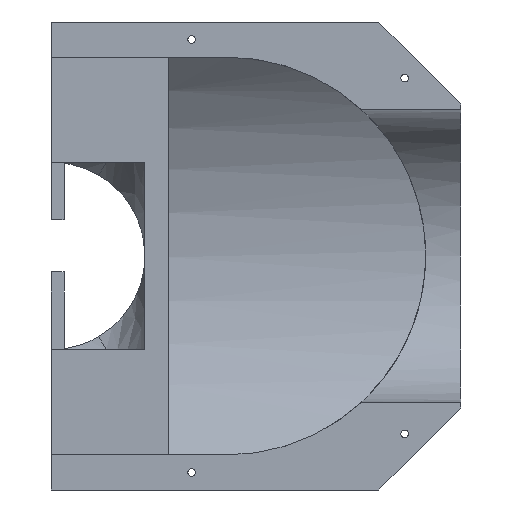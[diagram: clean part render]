
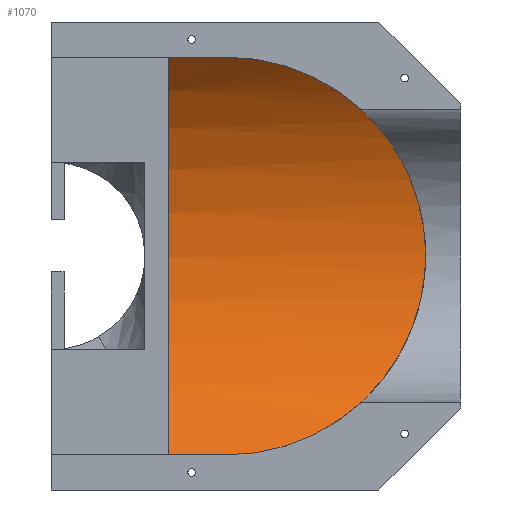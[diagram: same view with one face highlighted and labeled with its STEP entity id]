
A CAD part, front view. The second image highlights one B-rep face of the part: STEP entity #1070.
In plain terms, the highlighted cylindrical face has radius 117.794 mm (diameter 235.587 mm), a partial arc.
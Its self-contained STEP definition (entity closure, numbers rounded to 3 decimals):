
#28=CYLINDRICAL_SURFACE('',#1171,117.794);
#63=CIRCLE('',#1147,117.794);
#66=CIRCLE('',#1153,117.794);
#132=FACE_OUTER_BOUND('',#197,.T.);
#197=EDGE_LOOP('',(#968,#969,#970,#971,#972));
#218=B_SPLINE_CURVE_WITH_KNOTS('',3,(#2032,#2033,#2034,#2035,#2036,#2037,
#2038,#2039,#2040,#2041,#2042,#2043,#2044,#2045,#2046,#2047,#2048,#2049,
#2050,#2051,#2052,#2053,#2054,#2055,#2056,#2057,#2058,#2059,#2060,#2061,
#2062,#2063,#2064,#2065),.UNSPECIFIED.,.F.,.F.,(4,2,2,2,2,2,2,2,2,2,2,2,
2,2,2,2,4),(-26.945,-25.247,-23.549,-21.85,
-20.152,-18.482,-16.812,-15.142,
-13.473,-11.803,-10.133,-8.463,
-6.794,-5.095,-3.397,-1.698,
0.),.UNSPECIFIED.);
#260=LINE('',#1543,#362);
#321=LINE('',#2067,#423);
#362=VECTOR('',#1227,10.);
#423=VECTOR('',#1422,10.);
#462=VERTEX_POINT('',#1540);
#463=VERTEX_POINT('',#1542);
#501=VERTEX_POINT('',#1763);
#502=VERTEX_POINT('',#1765);
#521=VERTEX_POINT('',#2030);
#567=EDGE_CURVE('',#462,#463,#260,.T.);
#629=EDGE_CURVE('',#502,#501,#63,.T.);
#647=EDGE_CURVE('',#501,#463,#66,.T.);
#671=EDGE_CURVE('',#462,#521,#218,.T.);
#672=EDGE_CURVE('',#521,#502,#321,.T.);
#968=ORIENTED_EDGE('',*,*,#671,.T.);
#969=ORIENTED_EDGE('',*,*,#672,.T.);
#970=ORIENTED_EDGE('',*,*,#629,.T.);
#971=ORIENTED_EDGE('',*,*,#647,.T.);
#972=ORIENTED_EDGE('',*,*,#567,.F.);
#1070=ADVANCED_FACE('',(#132),#28,.F.);
#1147=AXIS2_PLACEMENT_3D('',#1766,#1352,#1353);
#1153=AXIS2_PLACEMENT_3D('',#1952,#1373,#1374);
#1171=AXIS2_PLACEMENT_3D('',#2141,#1429,#1430);
#1227=DIRECTION('',(-1.,0.,0.));
#1352=DIRECTION('center_axis',(-1.,0.,0.));
#1353=DIRECTION('ref_axis',(0.,-0.692,0.722));
#1373=DIRECTION('center_axis',(-1.,0.,0.));
#1374=DIRECTION('ref_axis',(0.,-0.692,0.722));
#1422=DIRECTION('',(-1.,0.,0.));
#1429=DIRECTION('center_axis',(-1.,0.,0.));
#1430=DIRECTION('ref_axis',(0.,0.692,-0.722));
#1540=CARTESIAN_POINT('',(75.,10.,-85.));
#1542=CARTESIAN_POINT('',(50.,10.,-85.));
#1543=CARTESIAN_POINT('',(75.,10.,-85.));
#1763=CARTESIAN_POINT('',(50.,46.243,-0.601));
#1765=CARTESIAN_POINT('',(50.,10.,85.));
#1766=CARTESIAN_POINT('Origin',(50.,-71.55,0.));
#1952=CARTESIAN_POINT('Origin',(50.,-71.55,0.));
#2030=CARTESIAN_POINT('',(75.,10.,85.));
#2032=CARTESIAN_POINT('Ctrl Pts',(75.,10.,-85.));
#2033=CARTESIAN_POINT('Ctrl Pts',(80.661,10.,-85.));
#2034=CARTESIAN_POINT('Ctrl Pts',(86.371,10.608,-84.428));
#2035=CARTESIAN_POINT('Ctrl Pts',(97.522,12.876,-82.159));
#2036=CARTESIAN_POINT('Ctrl Pts',(102.964,14.528,-80.464));
#2037=CARTESIAN_POINT('Ctrl Pts',(113.298,18.418,-76.09));
#2038=CARTESIAN_POINT('Ctrl Pts',(118.201,20.653,-73.407));
#2039=CARTESIAN_POINT('Ctrl Pts',(127.258,25.228,-67.261));
#2040=CARTESIAN_POINT('Ctrl Pts',(131.413,27.566,-63.796));
#2041=CARTESIAN_POINT('Ctrl Pts',(138.733,31.909,-56.475));
#2042=CARTESIAN_POINT('Ctrl Pts',(142.186,34.086,-52.355));
#2043=CARTESIAN_POINT('Ctrl Pts',(148.351,38.11,-43.298));
#2044=CARTESIAN_POINT('Ctrl Pts',(151.063,39.956,-38.359));
#2045=CARTESIAN_POINT('Ctrl Pts',(155.478,43.012,-27.936));
#2046=CARTESIAN_POINT('Ctrl Pts',(157.183,44.225,-22.44));
#2047=CARTESIAN_POINT('Ctrl Pts',(159.445,45.841,-11.255));
#2048=CARTESIAN_POINT('Ctrl Pts',(160.,46.244,-5.566));
#2049=CARTESIAN_POINT('Ctrl Pts',(160.,46.244,5.566));
#2050=CARTESIAN_POINT('Ctrl Pts',(159.445,45.841,11.255));
#2051=CARTESIAN_POINT('Ctrl Pts',(157.183,44.225,22.44));
#2052=CARTESIAN_POINT('Ctrl Pts',(155.478,43.012,27.936));
#2053=CARTESIAN_POINT('Ctrl Pts',(151.063,39.956,38.359));
#2054=CARTESIAN_POINT('Ctrl Pts',(148.351,38.11,43.298));
#2055=CARTESIAN_POINT('Ctrl Pts',(142.186,34.086,52.355));
#2056=CARTESIAN_POINT('Ctrl Pts',(138.733,31.909,56.475));
#2057=CARTESIAN_POINT('Ctrl Pts',(131.413,27.566,63.796));
#2058=CARTESIAN_POINT('Ctrl Pts',(127.258,25.228,67.261));
#2059=CARTESIAN_POINT('Ctrl Pts',(118.201,20.653,73.407));
#2060=CARTESIAN_POINT('Ctrl Pts',(113.298,18.418,76.09));
#2061=CARTESIAN_POINT('Ctrl Pts',(102.964,14.528,80.464));
#2062=CARTESIAN_POINT('Ctrl Pts',(97.522,12.876,82.159));
#2063=CARTESIAN_POINT('Ctrl Pts',(86.371,10.608,84.428));
#2064=CARTESIAN_POINT('Ctrl Pts',(80.661,10.,85.));
#2065=CARTESIAN_POINT('Ctrl Pts',(75.,10.,85.));
#2067=CARTESIAN_POINT('',(75.,10.,85.));
#2141=CARTESIAN_POINT('Origin',(75.,-71.55,0.));
